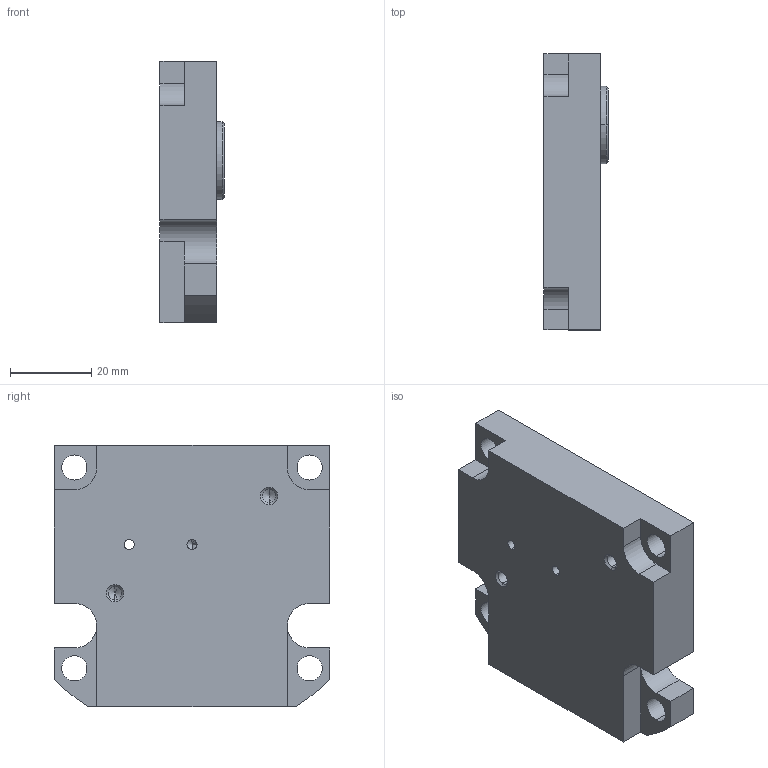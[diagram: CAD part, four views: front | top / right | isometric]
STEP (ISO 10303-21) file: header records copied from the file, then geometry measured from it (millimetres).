
FILE_DESCRIPTION (( 'STEP AP214' ), '1' );
FILE_NAME ('廖-001.822.0002 署赅.STEP', '2021-08-31T06:22:25', ( '' ), ( '' ), 'SwSTEP 2.0', 'SolidWorks 2020', '' );
FILE_SCHEMA (( 'AUTOMOTIVE_DESIGN' ));
Length unit declared in the file: millimetre
Products named in the file (1): 廖-001.822.0002 署赅
Bounding box: 15.8 x 68 x 64.5 mm (x, y, z)
Volume: 52295.3 mm3; surface area: 13777.4 mm2
Topology: 1 solids, 1 shells, 73 faces, 190 edges, 115 vertices
Faces by surface type: cylinder 29, plane 24, cone 20
Entity records: 2331 total; most frequent: CARTESIAN_POINT 411, DIRECTION 397, ORIENTED_EDGE 364, EDGE_CURVE 182, AXIS2_PLACEMENT_3D 145, VERTEX_POINT 115, VECTOR 107, LINE 107
